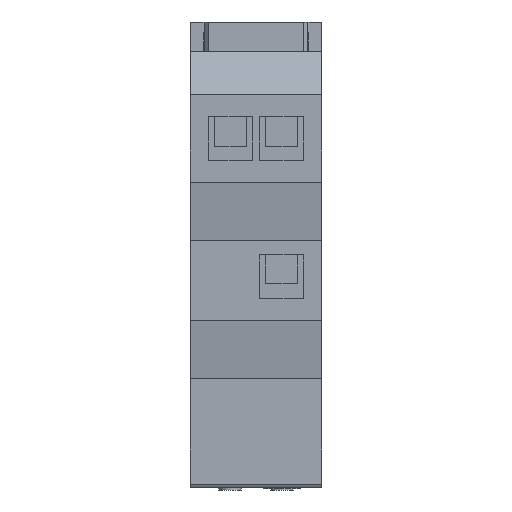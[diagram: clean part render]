
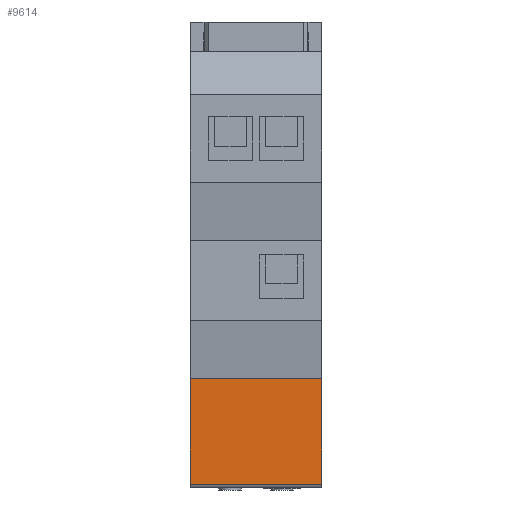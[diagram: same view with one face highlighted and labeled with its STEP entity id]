
A CAD part, front view. The second image highlights one B-rep face of the part: STEP entity #9614.
In plain terms, the highlighted planar face has unit normal (0, -1, 0).
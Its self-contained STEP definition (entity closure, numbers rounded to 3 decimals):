
#947 = CARTESIAN_POINT ( 'NONE',  ( 9., -22.5, -45. ) ) ;
#2112 = EDGE_CURVE ( 'NONE', #5803, #9547, #18828, .T. ) ;
#2264 = CARTESIAN_POINT ( 'NONE',  ( 9., -22.5, -59.5 ) ) ;
#2334 = PLANE ( 'NONE',  #3275 ) ;
#2368 = CARTESIAN_POINT ( 'NONE',  ( -9., -22.5, -59.5 ) ) ;
#2989 = CARTESIAN_POINT ( 'NONE',  ( 9., -22.5, -59.5 ) ) ;
#3275 = AXIS2_PLACEMENT_3D ( 'NONE', #947, #9783, #12763 ) ;
#5528 = DIRECTION ( 'NONE',  ( 0., 0., -1. ) ) ;
#5656 = CARTESIAN_POINT ( 'NONE',  ( 9., -22.5, -45. ) ) ;
#5803 = VERTEX_POINT ( 'NONE', #5656 ) ;
#6746 = ORIENTED_EDGE ( 'NONE', *, *, #8562, .T. ) ;
#6851 = EDGE_LOOP ( 'NONE', ( #11527, #6746, #7892, #17487 ) ) ;
#7892 = ORIENTED_EDGE ( 'NONE', *, *, #14977, .F. ) ;
#8197 = CARTESIAN_POINT ( 'NONE',  ( -9., -22.5, -45. ) ) ;
#8326 = EDGE_CURVE ( 'NONE', #9547, #11820, #17144, .T. ) ;
#8510 = CARTESIAN_POINT ( 'NONE',  ( -9., -22.5, -45. ) ) ;
#8562 = EDGE_CURVE ( 'NONE', #11820, #13976, #16760, .T. ) ;
#9547 = VERTEX_POINT ( 'NONE', #8197 ) ;
#9614 = ADVANCED_FACE ( 'NONE', ( #14513 ), #2334, .F. ) ;
#9783 = DIRECTION ( 'NONE',  ( 0., 1., 0. ) ) ;
#11527 = ORIENTED_EDGE ( 'NONE', *, *, #8326, .T. ) ;
#11820 = VERTEX_POINT ( 'NONE', #2368 ) ;
#12763 = DIRECTION ( 'NONE',  ( 0., 0., 1. ) ) ;
#12877 = DIRECTION ( 'NONE',  ( -1., 0., 0. ) ) ;
#13976 = VERTEX_POINT ( 'NONE', #2264 ) ;
#14513 = FACE_OUTER_BOUND ( 'NONE', #6851, .T. ) ;
#14977 = EDGE_CURVE ( 'NONE', #5803, #13976, #17442, .T. ) ;
#15066 = DIRECTION ( 'NONE',  ( 0., 0., -1. ) ) ;
#16000 = CARTESIAN_POINT ( 'NONE',  ( 9., -22.5, -45. ) ) ;
#16721 = VECTOR ( 'NONE', #18181, 1000. ) ;
#16760 = LINE ( 'NONE', #2989, #16721 ) ;
#17120 = VECTOR ( 'NONE', #5528, 1000. ) ;
#17144 = LINE ( 'NONE', #8510, #17120 ) ;
#17442 = LINE ( 'NONE', #18204, #17945 ) ;
#17487 = ORIENTED_EDGE ( 'NONE', *, *, #2112, .T. ) ;
#17945 = VECTOR ( 'NONE', #15066, 1000. ) ;
#18181 = DIRECTION ( 'NONE',  ( 1., 0., 0. ) ) ;
#18204 = CARTESIAN_POINT ( 'NONE',  ( 9., -22.5, -45. ) ) ;
#18828 = LINE ( 'NONE', #16000, #18887 ) ;
#18887 = VECTOR ( 'NONE', #12877, 1000. ) ;
